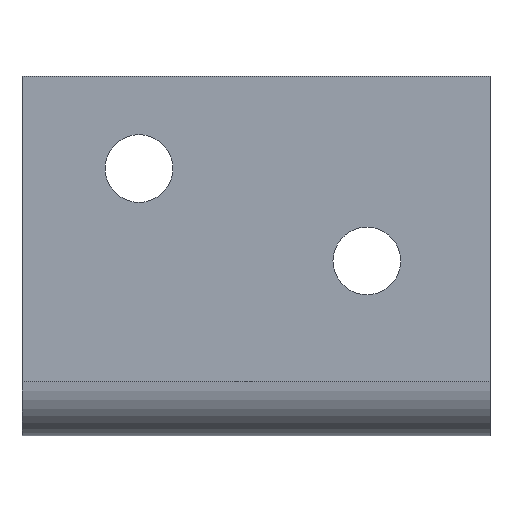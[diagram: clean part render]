
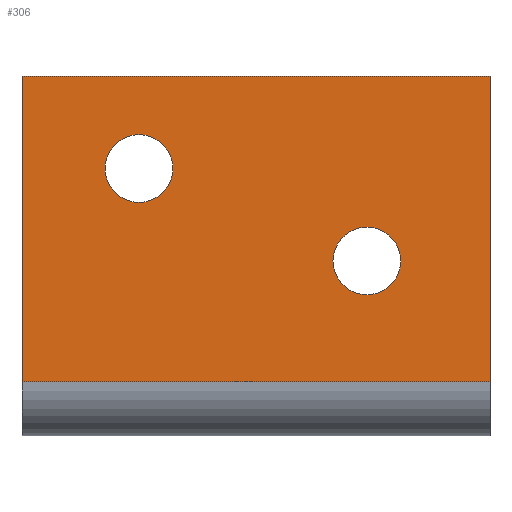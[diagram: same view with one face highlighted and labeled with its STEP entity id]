
A CAD part, left-side view. The second image highlights one B-rep face of the part: STEP entity #306.
In plain terms, the highlighted planar face has unit normal (-1, 0, 0).
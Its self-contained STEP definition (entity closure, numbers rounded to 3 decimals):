
#21=PLANE($,#339);
#24=LINE($,#451,#50);
#42=LINE($,#501,#68);
#45=LINE($,#508,#71);
#47=LINE($,#511,#73);
#50=VECTOR($,#364,38.);
#68=VECTOR($,#414,24.8);
#71=VECTOR($,#421,24.8);
#73=VECTOR($,#425,38.);
#81=FACE_BOUND($,#119,.T.);
#82=FACE_BOUND($,#120,.T.);
#83=FACE_BOUND($,#121,.T.);
#119=EDGE_LOOP($,(#278));
#120=EDGE_LOOP($,(#279));
#121=EDGE_LOOP($,(#280,#281,#282,#283));
#123=CIRCLE($,#312,2.75);
#125=CIRCLE($,#315,2.75);
#137=VERTEX_POINT($,#432);
#139=VERTEX_POINT($,#437);
#144=VERTEX_POINT($,#449);
#145=VERTEX_POINT($,#450);
#161=VERTEX_POINT($,#499);
#163=VERTEX_POINT($,#507);
#165=EDGE_CURVE($,#137,#137,#123,.T.);
#167=EDGE_CURVE($,#139,#139,#125,.T.);
#172=EDGE_CURVE($,#144,#145,#24,.T.);
#198=EDGE_CURVE($,#161,#145,#42,.T.);
#201=EDGE_CURVE($,#144,#163,#45,.T.);
#203=EDGE_CURVE($,#163,#161,#47,.T.);
#278=ORIENTED_EDGE($,*,*,#165,.T.);
#279=ORIENTED_EDGE($,*,*,#167,.T.);
#280=ORIENTED_EDGE($,*,*,#172,.T.);
#281=ORIENTED_EDGE($,*,*,#198,.F.);
#282=ORIENTED_EDGE($,*,*,#203,.F.);
#283=ORIENTED_EDGE($,*,*,#201,.F.);
#306=ADVANCED_FACE($,(#81,#82,#83),#21,.F.);
#312=AXIS2_PLACEMENT_3D($,#433,#346,#347);
#315=AXIS2_PLACEMENT_3D($,#438,#352,#353);
#339=AXIS2_PLACEMENT_3D($,#512,#426,#427);
#346=DIRECTION('center_axis',(1.,0.,0.));
#347=DIRECTION('ref_axis',(0.,0.,-1.));
#352=DIRECTION('center_axis',(1.,0.,0.));
#353=DIRECTION('ref_axis',(0.,0.,-1.));
#364=DIRECTION($,(0.,-1.,0.));
#414=DIRECTION($,(0.,0.,-1.));
#421=DIRECTION($,(0.,0.,1.));
#425=DIRECTION($,(0.,-1.,0.));
#426=DIRECTION('center_axis',(1.,0.,0.));
#427=DIRECTION('ref_axis',(0.,0.,-1.));
#432=CARTESIAN_POINT('',(-46.2,9.5,24.45));
#433=CARTESIAN_POINT('Origin',(-46.2,9.5,21.7));
#437=CARTESIAN_POINT('',(-46.2,-9.,16.95));
#438=CARTESIAN_POINT('Origin',(-46.2,-9.,14.2));
#449=CARTESIAN_POINT('',(-46.2,19.,4.4));
#450=CARTESIAN_POINT('',(-46.2,-19.,4.4));
#451=CARTESIAN_POINT($,(-46.2,9.5,4.4));
#499=CARTESIAN_POINT('',(-46.2,-19.,29.2));
#501=CARTESIAN_POINT($,(-46.2,-19.,29.2));
#507=CARTESIAN_POINT('',(-46.2,19.,29.2));
#508=CARTESIAN_POINT($,(-46.2,19.,2.2));
#511=CARTESIAN_POINT($,(-46.2,19.,29.2));
#512=CARTESIAN_POINT('Origin',(-46.2,0.,15.7));
